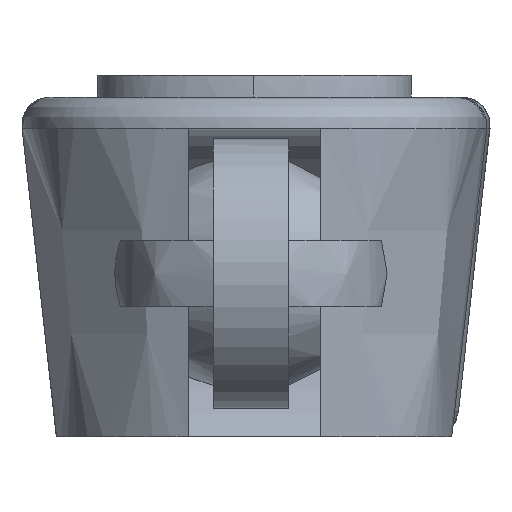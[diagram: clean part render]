
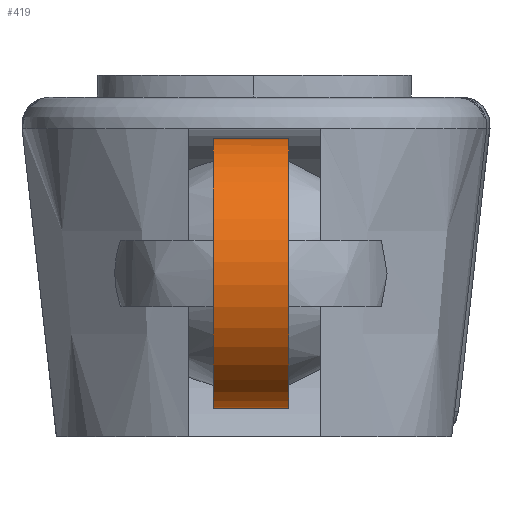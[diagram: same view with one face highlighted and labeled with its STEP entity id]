
A CAD part, left-side view. The second image highlights one B-rep face of the part: STEP entity #419.
In plain terms, the highlighted cylindrical face has radius 3.581 mm (diameter 7.162 mm), a partial arc.
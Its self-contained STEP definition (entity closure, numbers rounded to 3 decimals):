
#419=ADVANCED_FACE('',(#999),#8270,.T.);
#999=FACE_OUTER_BOUND('',#1634,.T.);
#1634=EDGE_LOOP('',(#2695,#2696,#2697,#2698,#2699,#2700,#2701));
#2695=ORIENTED_EDGE('',*,*,#4883,.T.);
#2696=ORIENTED_EDGE('',*,*,#4914,.T.);
#2697=ORIENTED_EDGE('',*,*,#4894,.T.);
#2698=ORIENTED_EDGE('',*,*,#4884,.T.);
#2699=ORIENTED_EDGE('',*,*,#4903,.F.);
#2700=ORIENTED_EDGE('',*,*,#4923,.F.);
#2701=ORIENTED_EDGE('',*,*,#4882,.F.);
#4882=EDGE_CURVE('',#7355,#7356,#5996,.T.);
#4883=EDGE_CURVE('',#7355,#7374,#7031,.T.);
#4884=EDGE_CURVE('',#7357,#7358,#6834,.T.);
#4894=EDGE_CURVE('',#7362,#7357,#7032,.T.);
#4903=EDGE_CURVE('',#7368,#7358,#7033,.T.);
#4914=EDGE_CURVE('',#7374,#7362,#7034,.T.);
#4923=EDGE_CURVE('',#7356,#7368,#7035,.T.);
#5996=B_SPLINE_CURVE_WITH_KNOTS('',1,(#16764,#16765),.UNSPECIFIED.,.F.,
 .F.,(2,2),(0.,2.),.UNSPECIFIED.);
#6834=(
BOUNDED_CURVE()
B_SPLINE_CURVE(1,(#16769,#16770),.UNSPECIFIED.,.F.,.F.)
B_SPLINE_CURVE_WITH_KNOTS((2,2),(0.,2.),.UNSPECIFIED.)
CURVE()
GEOMETRIC_REPRESENTATION_ITEM()
RATIONAL_B_SPLINE_CURVE((1.,1.))
REPRESENTATION_ITEM('')
);
#7031=TRIMMED_CURVE($,#7116,(#16767),(#16768),.T.,.CARTESIAN.);
#7032=TRIMMED_CURVE($,#7117,(#16912),(#16913),.T.,.CARTESIAN.);
#7033=TRIMMED_CURVE($,#7118,(#16942),(#16943),.T.,.CARTESIAN.);
#7034=TRIMMED_CURVE($,#7119,(#16972),(#16973),.T.,.CARTESIAN.);
#7035=TRIMMED_CURVE($,#7120,(#17034),(#17035),.T.,.CARTESIAN.);
#7116=CIRCLE('',#8705,3.581);
#7117=CIRCLE('',#8706,3.581);
#7118=CIRCLE('',#8707,3.581);
#7119=CIRCLE('',#8708,3.581);
#7120=CIRCLE('',#8709,3.581);
#7355=VERTEX_POINT('',#16023);
#7356=VERTEX_POINT('',#16024);
#7357=VERTEX_POINT('',#16025);
#7358=VERTEX_POINT('',#16026);
#7362=VERTEX_POINT('',#16030);
#7368=VERTEX_POINT('',#16036);
#7374=VERTEX_POINT('',#16042);
#8270=CYLINDRICAL_SURFACE('',#8679,3.581);
#8679=AXIS2_PLACEMENT_3D('',#15585,#9112,$);
#8705=AXIS2_PLACEMENT_3D($,#16766,#9142,#9143);
#8706=AXIS2_PLACEMENT_3D($,#16911,#9144,#9145);
#8707=AXIS2_PLACEMENT_3D($,#16941,#9146,#9147);
#8708=AXIS2_PLACEMENT_3D($,#16971,#9148,#9149);
#8709=AXIS2_PLACEMENT_3D($,#17033,#9150,#9151);
#9112=DIRECTION('',(0.,-1.,0.));
#9142=DIRECTION('',(0.,-1.,0.));
#9143=DIRECTION('',(0.,0.,1.));
#9144=DIRECTION('',(0.,-1.,0.));
#9145=DIRECTION('',(-0.969,0.,-0.246));
#9146=DIRECTION('',(0.,-1.,0.));
#9147=DIRECTION('',(-0.969,0.,-0.246));
#9148=DIRECTION('',(0.,-1.,0.));
#9149=DIRECTION('',(-0.969,0.,0.246));
#9150=DIRECTION('',(0.,-1.,0.));
#9151=DIRECTION('',(0.,0.,1.));
#15585=CARTESIAN_POINT('',(-114.419,59.09,4.331));
#16023=CARTESIAN_POINT('',(-114.419,60.09,7.912));
#16024=CARTESIAN_POINT('',(-114.419,58.09,7.912));
#16025=CARTESIAN_POINT('',(-114.419,60.09,0.75));
#16026=CARTESIAN_POINT('',(-114.419,58.09,0.75));
#16030=CARTESIAN_POINT('',(-117.89,60.09,3.449));
#16036=CARTESIAN_POINT('',(-117.89,58.09,3.449));
#16042=CARTESIAN_POINT('',(-117.89,60.09,5.213));
#16764=CARTESIAN_POINT('',(-114.419,60.09,7.912));
#16765=CARTESIAN_POINT('',(-114.419,58.09,7.912));
#16766=CARTESIAN_POINT('',(-114.419,60.09,4.331));
#16767=CARTESIAN_POINT('',(-114.419,60.09,7.912));
#16768=CARTESIAN_POINT('',(-117.89,60.09,5.213));
#16769=CARTESIAN_POINT('',(-114.419,60.09,0.75));
#16770=CARTESIAN_POINT('',(-114.419,58.09,0.75));
#16911=CARTESIAN_POINT('',(-114.419,60.09,4.331));
#16912=CARTESIAN_POINT('',(-117.89,60.09,3.449));
#16913=CARTESIAN_POINT('',(-114.419,60.09,0.75));
#16941=CARTESIAN_POINT('',(-114.419,58.09,4.331));
#16942=CARTESIAN_POINT('',(-117.89,58.09,3.449));
#16943=CARTESIAN_POINT('',(-114.419,58.09,0.75));
#16971=CARTESIAN_POINT('',(-114.419,60.09,4.331));
#16972=CARTESIAN_POINT('',(-117.89,60.09,5.213));
#16973=CARTESIAN_POINT('',(-117.89,60.09,3.449));
#17033=CARTESIAN_POINT('',(-114.419,58.09,4.331));
#17034=CARTESIAN_POINT('',(-114.419,58.09,7.912));
#17035=CARTESIAN_POINT('',(-117.89,58.09,3.449));
